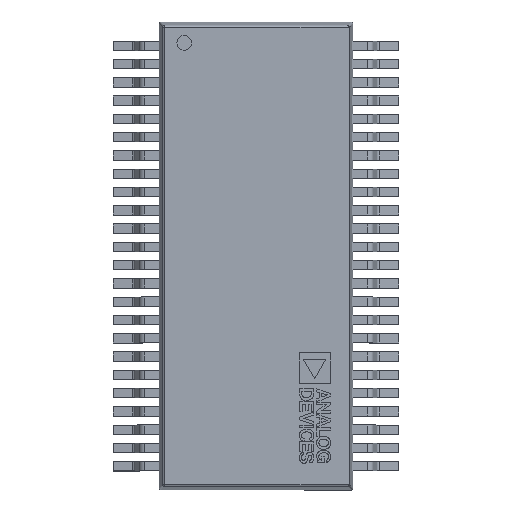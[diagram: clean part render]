
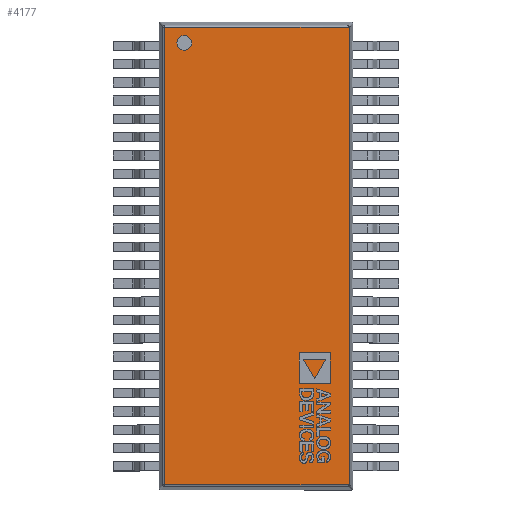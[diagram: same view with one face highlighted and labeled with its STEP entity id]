
A CAD part, top view. The second image highlights one B-rep face of the part: STEP entity #4177.
In plain terms, the highlighted planar face has unit normal (0, 0, 1).
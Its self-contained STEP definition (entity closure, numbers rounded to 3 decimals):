
#401=PLANE('',#4624);
#557=ELLIPSE('',#4561,0.051,0.05);
#561=ELLIPSE('',#4577,0.051,0.05);
#591=LINE('',#6014,#1036);
#596=LINE('',#6033,#1041);
#601=LINE('',#6051,#1046);
#627=LINE('',#6125,#1072);
#1036=VECTOR('',#4936,10.);
#1041=VECTOR('',#4955,10.);
#1046=VECTOR('',#4974,10.);
#1072=VECTOR('',#5060,10.);
#1538=FACE_OUTER_BOUND('',#1773,.T.);
#1773=EDGE_LOOP('',(#3149,#3150,#3151,#3152,#3153,#3154));
#2032=VERTEX_POINT('',#5985);
#2033=VERTEX_POINT('',#5987);
#2036=VERTEX_POINT('',#5994);
#2040=VERTEX_POINT('',#6006);
#2046=VERTEX_POINT('',#6023);
#2047=VERTEX_POINT('',#6025);
#2414=EDGE_CURVE('',#2032,#2033,#557,.T.);
#2427=EDGE_CURVE('',#2040,#2036,#591,.T.);
#2432=EDGE_CURVE('',#2046,#2047,#561,.T.);
#2436=EDGE_CURVE('',#2047,#2040,#596,.T.);
#2446=EDGE_CURVE('',#2036,#2032,#601,.T.);
#2487=EDGE_CURVE('',#2033,#2046,#627,.T.);
#3149=ORIENTED_EDGE('',*,*,#2432,.F.);
#3150=ORIENTED_EDGE('',*,*,#2487,.F.);
#3151=ORIENTED_EDGE('',*,*,#2414,.F.);
#3152=ORIENTED_EDGE('',*,*,#2446,.F.);
#3153=ORIENTED_EDGE('',*,*,#2427,.F.);
#3154=ORIENTED_EDGE('',*,*,#2436,.F.);
#4177=ADVANCED_FACE('',(#1538),#401,.T.);
#4561=AXIS2_PLACEMENT_3D('',#5988,#4906,#4907);
#4577=AXIS2_PLACEMENT_3D('',#6026,#4946,#4947);
#4624=AXIS2_PLACEMENT_3D('',#6135,#5076,#5077);
#4906=DIRECTION('center_axis',(0.,0.,-1.));
#4907=DIRECTION('ref_axis',(-0.707,0.707,0.));
#4936=DIRECTION('',(-1.,0.,0.));
#4946=DIRECTION('center_axis',(0.,0.,-1.));
#4947=DIRECTION('ref_axis',(0.707,0.707,0.));
#4955=DIRECTION('',(0.,-1.,0.));
#4974=DIRECTION('',(0.,1.,0.));
#5060=DIRECTION('',(1.,0.,0.));
#5076=DIRECTION('center_axis',(0.,0.,1.));
#5077=DIRECTION('ref_axis',(1.,0.,0.));
#5985=CARTESIAN_POINT('',(-6.256,2.55,1.8));
#5987=CARTESIAN_POINT('',(-6.25,2.55,1.8));
#5988=CARTESIAN_POINT('Origin',(-6.25,2.5,1.8));
#5994=CARTESIAN_POINT('',(-6.256,-2.506,1.8));
#6006=CARTESIAN_POINT('',(6.256,-2.506,1.8));
#6014=CARTESIAN_POINT('',(-1.6,-2.506,1.8));
#6023=CARTESIAN_POINT('',(6.25,2.55,1.8));
#6025=CARTESIAN_POINT('',(6.256,2.55,1.8));
#6026=CARTESIAN_POINT('Origin',(6.25,2.5,1.8));
#6033=CARTESIAN_POINT('',(6.256,-0.663,1.8));
#6051=CARTESIAN_POINT('',(-6.256,0.662,1.8));
#6125=CARTESIAN_POINT('',(3.2,2.55,1.8));
#6135=CARTESIAN_POINT('Origin',(0.,0.,
1.8));
